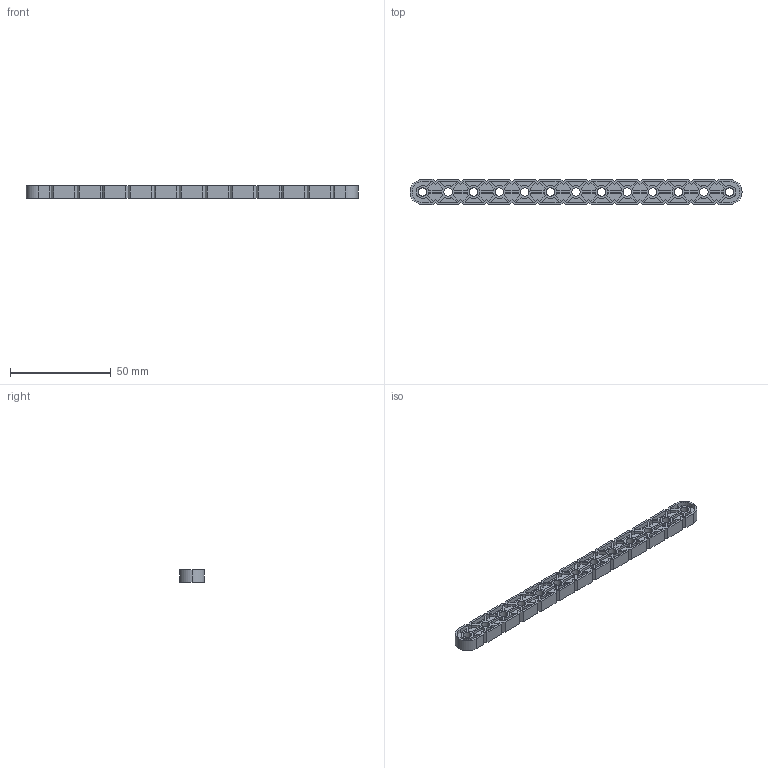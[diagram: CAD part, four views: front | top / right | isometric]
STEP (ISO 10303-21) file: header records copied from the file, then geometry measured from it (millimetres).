
FILE_DESCRIPTION (( 'STEP AP203' ), '1' );
FILE_NAME ('228-2500-012.STEP', '2015-04-27T15:53:21', ( '' ), ( '' ), 'SwSTEP 2.0', 'SolidWorks 2014', '' );
FILE_SCHEMA (( 'CONFIG_CONTROL_DESIGN' ));
Length unit declared in the file: millimetre
Products named in the file (1): 228-2500-012
Bounding box: 164.8 x 12.4 x 6.1 mm (x, y, z)
Volume: 6377.5 mm3; surface area: 9815.9 mm2
Topology: 1 solids, 1 shells, 748 faces, 2232 edges, 1488 vertices
Faces by surface type: plane 562, cylinder 186
Entity records: 25097 total; most frequent: CARTESIAN_POINT 4469, ORIENTED_EDGE 4464, DIRECTION 4102, EDGE_CURVE 2232, VECTOR 1860, LINE 1860, VERTEX_POINT 1488, AXIS2_PLACEMENT_3D 1121
